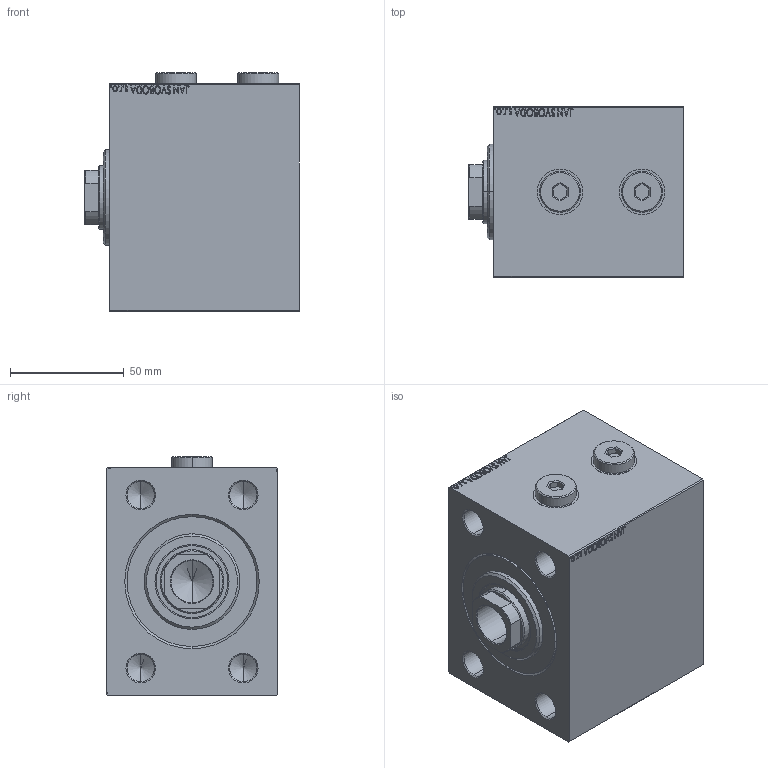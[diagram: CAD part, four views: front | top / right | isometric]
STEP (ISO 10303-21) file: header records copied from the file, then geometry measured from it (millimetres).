
FILE_DESCRIPTION (( 'STEP AP203' ), '1' );
FILE_NAME ('6f25.STEP', '2024-02-13T00:18:13', ( '' ), ( '' ), 'SwSTEP 2.0', 'SolidWorks 2019', '' );
FILE_SCHEMA (( 'CONFIG_CONTROL_DESIGN' ));
Length unit declared in the file: millimetre
Products named in the file (5): 6f25; V450CM_B_VCP 748c7110efa53d786789750bfc72f95a; V450CM_B_Body 748c7110efa53d786789750bfc72f95a; V450CM_VC_B 748c7110efa53d786789750bfc72f95a; Zatka_OIL_PORT 748c7110efa53d786789750bfc72f95a
Assembly tree (5 placements, depth 2):
  6f25
    V450CM_B_Body 748c7110efa53d786789750bfc72f95a
    V450CM_B_VCP 748c7110efa53d786789750bfc72f95a
    V450CM_VC_B 748c7110efa53d786789750bfc72f95a
    Zatka_OIL_PORT 748c7110efa53d786789750bfc72f95a  x2
Bounding box: 94 x 75 x 104.9 mm (x, y, z)
Volume: 583809 mm3; surface area: 85704.4 mm2
Topology: 5 solids, 5 shells, 936 faces, 2372 edges, 1549 vertices
Faces by surface type: plane 436, bspline 380, cylinder 70, cone 50
Entity records: 45525 total; most frequent: CARTESIAN_POINT 25392, ORIENTED_EDGE 4628, DIRECTION 2798, EDGE_CURVE 2314, VERTEX_POINT 1525, VECTOR 1376, LINE 1376, EDGE_LOOP 1045
